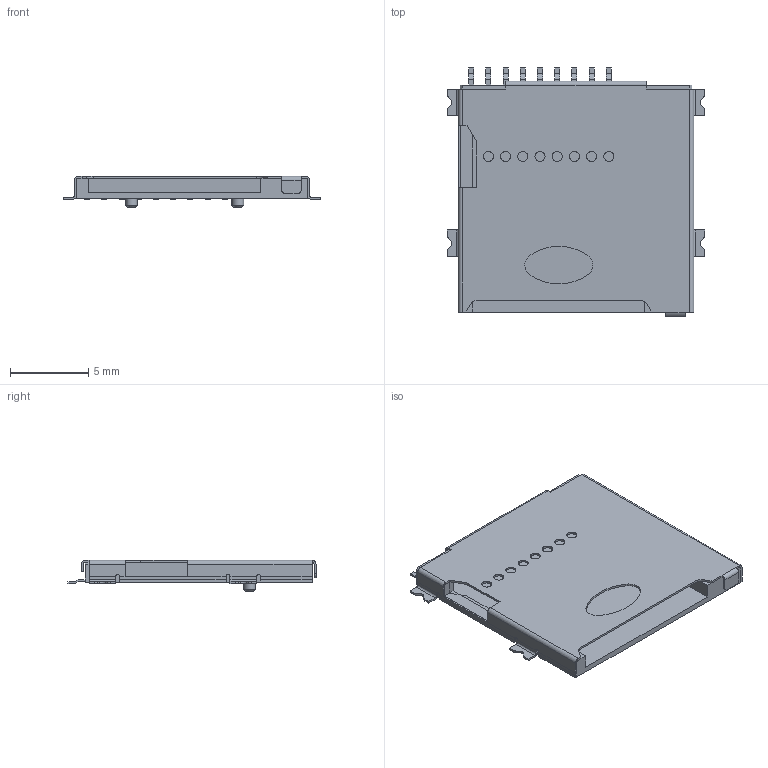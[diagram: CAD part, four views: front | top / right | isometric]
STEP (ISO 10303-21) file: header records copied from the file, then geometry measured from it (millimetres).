
FILE_DESCRIPTION(('FreeCAD Model'),'2;1');
FILE_NAME( 'microsd-mem2075.step', '2020-01-12T18:37:23',('Author'),(''), 'Open CASCADE STEP processor 6.8','FreeCAD','Unknown');
FILE_SCHEMA(('AUTOMOTIVE_DESIGN_CC2 { 1 2 10303 214 -1 1 5 4 }'));
Length unit declared in the file: millimetre
Products named in the file (1): Pad006
Bounding box: 16.44 x 15.85 x 2 mm (x, y, z)
Volume: 166.1 mm3; surface area: 848 mm2
Topology: 1 solids, 1 shells, 307 faces, 839 edges, 528 vertices
Faces by surface type: plane 217, cylinder 86, cone 2, bspline 2
Full cylindrical faces by diameter (mm): 0.64 x8, 0.75 x2
Entity records: 23925 total; most frequent: CARTESIAN_POINT 5365, DIRECTION 2971, LINE 1923, VECTOR 1923, ORIENTED_EDGE 1678, PCURVE 1678, DEFINITIONAL_REPRESENTATION 1678, EDGE_CURVE 839
